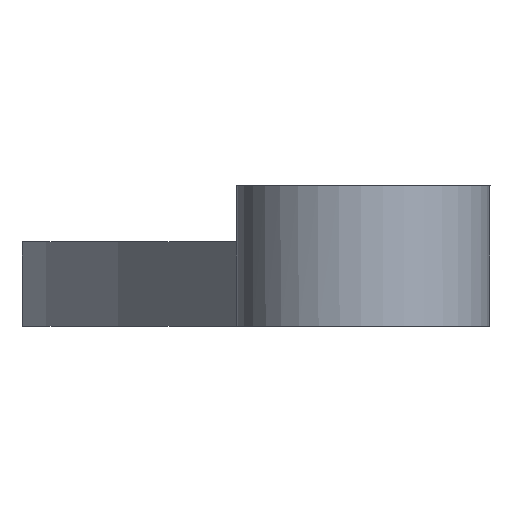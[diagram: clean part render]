
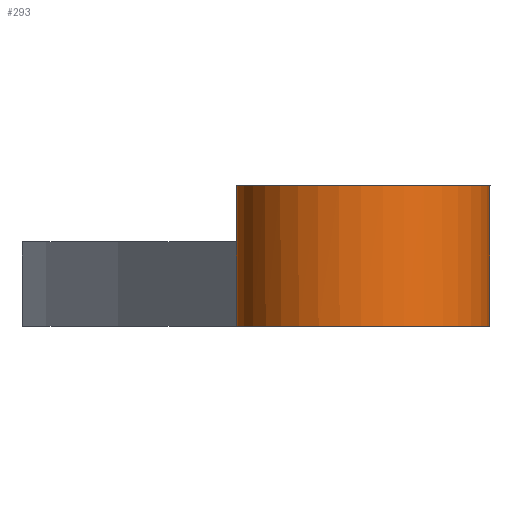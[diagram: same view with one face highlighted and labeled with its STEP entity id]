
A CAD part, left-side view. The second image highlights one B-rep face of the part: STEP entity #293.
In plain terms, the highlighted cylindrical face has radius 4.5 mm (diameter 9 mm), a full revolution.
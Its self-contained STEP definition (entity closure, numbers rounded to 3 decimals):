
#44 = PLANE('',#45);
#45 = AXIS2_PLACEMENT_3D('',#46,#47,#48);
#46 = CARTESIAN_POINT('',(56.,5.715,3.));
#47 = DIRECTION('',(0.,0.,1.));
#48 = DIRECTION('',(1.,0.,0.));
#98 = PLANE('',#99);
#99 = AXIS2_PLACEMENT_3D('',#100,#101,#102);
#100 = CARTESIAN_POINT('',(56.,5.715,0.));
#101 = DIRECTION('',(0.,0.,1.));
#102 = DIRECTION('',(1.,0.,0.));
#180 = CYLINDRICAL_SURFACE('',#181,15.);
#181 = AXIS2_PLACEMENT_3D('',#182,#183,#184);
#182 = CARTESIAN_POINT('',(14.466,-13.076,0.));
#183 = DIRECTION('',(0.,0.,1.));
#184 = DIRECTION('',(-0.501,0.866,0.));
#220 = VERTEX_POINT('',#221);
#221 = CARTESIAN_POINT('',(3.338,-3.018,3.));
#244 = VERTEX_POINT('',#245);
#245 = CARTESIAN_POINT('',(3.338,-3.018,0.));
#270 = EDGE_CURVE('',#220,#244,#271,.T.);
#271 = SURFACE_CURVE('',#272,(#276,#282),.PCURVE_S1.);
#272 = LINE('',#273,#274);
#273 = CARTESIAN_POINT('',(3.338,-3.018,0.));
#274 = VECTOR('',#275,1.);
#275 = DIRECTION('',(0.,0.,-1.));
#276 = PCURVE('',#180,#277);
#277 = DEFINITIONAL_REPRESENTATION('',(#278),#281);
#278 = B_SPLINE_CURVE_WITH_KNOTS('',1,(#279,#280),.UNSPECIFIED.,.F.,.F.,
  (2,2),(-3.,0.),.PIECEWISE_BEZIER_KNOTS.);
#279 = CARTESIAN_POINT('',(6.595,3.));
#280 = CARTESIAN_POINT('',(6.595,0.));
#281 = ( GEOMETRIC_REPRESENTATION_CONTEXT(2) 
PARAMETRIC_REPRESENTATION_CONTEXT() REPRESENTATION_CONTEXT('2D SPACE',''
  ) );
#282 = PCURVE('',#283,#288);
#283 = CYLINDRICAL_SURFACE('',#284,4.5);
#284 = AXIS2_PLACEMENT_3D('',#285,#286,#287);
#285 = CARTESIAN_POINT('',(0.,0.,0.));
#286 = DIRECTION('',(0.,0.,1.));
#287 = DIRECTION('',(0.,-1.,0.));
#288 = DEFINITIONAL_REPRESENTATION('',(#289),#292);
#289 = B_SPLINE_CURVE_WITH_KNOTS('',1,(#290,#291),.UNSPECIFIED.,.F.,.F.,
  (2,2),(-3.,0.),.PIECEWISE_BEZIER_KNOTS.);
#290 = CARTESIAN_POINT('',(7.119,3.));
#291 = CARTESIAN_POINT('',(7.119,0.));
#292 = ( GEOMETRIC_REPRESENTATION_CONTEXT(2) 
PARAMETRIC_REPRESENTATION_CONTEXT() REPRESENTATION_CONTEXT('2D SPACE',''
  ) );
#293 = ADVANCED_FACE('',(#294),#283,.T.);
#294 = FACE_BOUND('',#295,.T.);
#295 = EDGE_LOOP('',(#296,#297,#319,#347,#368,#369,#392,#418));
#296 = ORIENTED_EDGE('',*,*,#270,.F.);
#297 = ORIENTED_EDGE('',*,*,#298,.T.);
#298 = EDGE_CURVE('',#220,#299,#301,.T.);
#299 = VERTEX_POINT('',#300);
#300 = CARTESIAN_POINT('',(3.338,-3.018,5.));
#301 = SEAM_CURVE('',#302,(#305,#312),.PCURVE_S1.);
#302 = B_SPLINE_CURVE_WITH_KNOTS('',1,(#303,#304),.UNSPECIFIED.,.F.,.F.,
  (2,2),(3.,5.),.PIECEWISE_BEZIER_KNOTS.);
#303 = CARTESIAN_POINT('',(3.338,-3.018,3.));
#304 = CARTESIAN_POINT('',(3.338,-3.018,5.));
#305 = PCURVE('',#283,#306);
#306 = DEFINITIONAL_REPRESENTATION('',(#307),#311);
#307 = LINE('',#308,#309);
#308 = CARTESIAN_POINT('',(7.119,0.));
#309 = VECTOR('',#310,1.);
#310 = DIRECTION('',(0.,1.));
#311 = ( GEOMETRIC_REPRESENTATION_CONTEXT(2) 
PARAMETRIC_REPRESENTATION_CONTEXT() REPRESENTATION_CONTEXT('2D SPACE',''
  ) );
#312 = PCURVE('',#283,#313);
#313 = DEFINITIONAL_REPRESENTATION('',(#314),#318);
#314 = LINE('',#315,#316);
#315 = CARTESIAN_POINT('',(0.836,0.));
#316 = VECTOR('',#317,1.);
#317 = DIRECTION('',(0.,1.));
#318 = ( GEOMETRIC_REPRESENTATION_CONTEXT(2) 
PARAMETRIC_REPRESENTATION_CONTEXT() REPRESENTATION_CONTEXT('2D SPACE',''
  ) );
#319 = ORIENTED_EDGE('',*,*,#320,.F.);
#320 = EDGE_CURVE('',#321,#299,#323,.T.);
#321 = VERTEX_POINT('',#322);
#322 = CARTESIAN_POINT('',(4.5,0.,5.));
#323 = SURFACE_CURVE('',#324,(#329,#335),.PCURVE_S1.);
#324 = CIRCLE('',#325,4.5);
#325 = AXIS2_PLACEMENT_3D('',#326,#327,#328);
#326 = CARTESIAN_POINT('',(0.,0.,5.));
#327 = DIRECTION('',(0.,0.,1.));
#328 = DIRECTION('',(-1.,0.,0.));
#329 = PCURVE('',#283,#330);
#330 = DEFINITIONAL_REPRESENTATION('',(#331),#334);
#331 = B_SPLINE_CURVE_WITH_KNOTS('',1,(#332,#333),.UNSPECIFIED.,.F.,.F.,
  (2,2),(3.142,8.69),.PIECEWISE_BEZIER_KNOTS.);
#332 = CARTESIAN_POINT('',(1.571,5.));
#333 = CARTESIAN_POINT('',(7.119,5.));
#334 = ( GEOMETRIC_REPRESENTATION_CONTEXT(2) 
PARAMETRIC_REPRESENTATION_CONTEXT() REPRESENTATION_CONTEXT('2D SPACE',''
  ) );
#335 = PCURVE('',#336,#341);
#336 = PLANE('',#337);
#337 = AXIS2_PLACEMENT_3D('',#338,#339,#340);
#338 = CARTESIAN_POINT('',(0.,0.,5.));
#339 = DIRECTION('',(0.,0.,1.));
#340 = DIRECTION('',(1.,0.,0.));
#341 = DEFINITIONAL_REPRESENTATION('',(#342),#346);
#342 = CIRCLE('',#343,4.5);
#343 = AXIS2_PLACEMENT_2D('',#344,#345);
#344 = CARTESIAN_POINT('',(0.,0.));
#345 = DIRECTION('',(-1.,0.));
#346 = ( GEOMETRIC_REPRESENTATION_CONTEXT(2) 
PARAMETRIC_REPRESENTATION_CONTEXT() REPRESENTATION_CONTEXT('2D SPACE',''
  ) );
#347 = ORIENTED_EDGE('',*,*,#348,.F.);
#348 = EDGE_CURVE('',#299,#321,#349,.T.);
#349 = SURFACE_CURVE('',#350,(#355,#361),.PCURVE_S1.);
#350 = CIRCLE('',#351,4.5);
#351 = AXIS2_PLACEMENT_3D('',#352,#353,#354);
#352 = CARTESIAN_POINT('',(0.,0.,5.));
#353 = DIRECTION('',(0.,0.,1.));
#354 = DIRECTION('',(-1.,0.,0.));
#355 = PCURVE('',#283,#356);
#356 = DEFINITIONAL_REPRESENTATION('',(#357),#360);
#357 = B_SPLINE_CURVE_WITH_KNOTS('',1,(#358,#359),.UNSPECIFIED.,.F.,.F.,
  (2,2),(2.407,3.142),.PIECEWISE_BEZIER_KNOTS.);
#358 = CARTESIAN_POINT('',(0.836,5.));
#359 = CARTESIAN_POINT('',(1.571,5.));
#360 = ( GEOMETRIC_REPRESENTATION_CONTEXT(2) 
PARAMETRIC_REPRESENTATION_CONTEXT() REPRESENTATION_CONTEXT('2D SPACE',''
  ) );
#361 = PCURVE('',#336,#362);
#362 = DEFINITIONAL_REPRESENTATION('',(#363),#367);
#363 = CIRCLE('',#364,4.5);
#364 = AXIS2_PLACEMENT_2D('',#365,#366);
#365 = CARTESIAN_POINT('',(0.,0.));
#366 = DIRECTION('',(-1.,0.));
#367 = ( GEOMETRIC_REPRESENTATION_CONTEXT(2) 
PARAMETRIC_REPRESENTATION_CONTEXT() REPRESENTATION_CONTEXT('2D SPACE',''
  ) );
#368 = ORIENTED_EDGE('',*,*,#298,.F.);
#369 = ORIENTED_EDGE('',*,*,#370,.T.);
#370 = EDGE_CURVE('',#220,#371,#373,.T.);
#371 = VERTEX_POINT('',#372);
#372 = CARTESIAN_POINT('',(0.,4.5,3.));
#373 = SURFACE_CURVE('',#374,(#379,#385),.PCURVE_S1.);
#374 = CIRCLE('',#375,4.5);
#375 = AXIS2_PLACEMENT_3D('',#376,#377,#378);
#376 = CARTESIAN_POINT('',(0.,0.,3.));
#377 = DIRECTION('',(0.,0.,1.));
#378 = DIRECTION('',(0.,-1.,0.));
#379 = PCURVE('',#283,#380);
#380 = DEFINITIONAL_REPRESENTATION('',(#381),#384);
#381 = B_SPLINE_CURVE_WITH_KNOTS('',1,(#382,#383),.UNSPECIFIED.,.F.,.F.,
  (2,2),(0.836,3.142),.PIECEWISE_BEZIER_KNOTS.);
#382 = CARTESIAN_POINT('',(0.836,3.));
#383 = CARTESIAN_POINT('',(3.142,3.));
#384 = ( GEOMETRIC_REPRESENTATION_CONTEXT(2) 
PARAMETRIC_REPRESENTATION_CONTEXT() REPRESENTATION_CONTEXT('2D SPACE',''
  ) );
#385 = PCURVE('',#44,#386);
#386 = DEFINITIONAL_REPRESENTATION('',(#387),#391);
#387 = CIRCLE('',#388,4.5);
#388 = AXIS2_PLACEMENT_2D('',#389,#390);
#389 = CARTESIAN_POINT('',(-56.,-5.715));
#390 = DIRECTION('',(0.,-1.));
#391 = ( GEOMETRIC_REPRESENTATION_CONTEXT(2) 
PARAMETRIC_REPRESENTATION_CONTEXT() REPRESENTATION_CONTEXT('2D SPACE',''
  ) );
#392 = ORIENTED_EDGE('',*,*,#393,.F.);
#393 = EDGE_CURVE('',#394,#371,#396,.T.);
#394 = VERTEX_POINT('',#395);
#395 = CARTESIAN_POINT('',(0.,4.5,0.));
#396 = SURFACE_CURVE('',#397,(#401,#407),.PCURVE_S1.);
#397 = LINE('',#398,#399);
#398 = CARTESIAN_POINT('',(0.,4.5,0.));
#399 = VECTOR('',#400,1.);
#400 = DIRECTION('',(0.,0.,1.));
#401 = PCURVE('',#283,#402);
#402 = DEFINITIONAL_REPRESENTATION('',(#403),#406);
#403 = B_SPLINE_CURVE_WITH_KNOTS('',1,(#404,#405),.UNSPECIFIED.,.F.,.F.,
  (2,2),(0.,3.),.PIECEWISE_BEZIER_KNOTS.);
#404 = CARTESIAN_POINT('',(3.142,0.));
#405 = CARTESIAN_POINT('',(3.142,3.));
#406 = ( GEOMETRIC_REPRESENTATION_CONTEXT(2) 
PARAMETRIC_REPRESENTATION_CONTEXT() REPRESENTATION_CONTEXT('2D SPACE',''
  ) );
#407 = PCURVE('',#408,#413);
#408 = CYLINDRICAL_SURFACE('',#409,209.749);
#409 = AXIS2_PLACEMENT_3D('',#410,#411,#412);
#410 = CARTESIAN_POINT('',(56.,-197.635,0.));
#411 = DIRECTION('',(0.,0.,1.));
#412 = DIRECTION('',(-0.267,-0.964,0.));
#413 = DEFINITIONAL_REPRESENTATION('',(#414),#417);
#414 = B_SPLINE_CURVE_WITH_KNOTS('',1,(#415,#416),.UNSPECIFIED.,.F.,.F.,
  (2,2),(0.,3.),.PIECEWISE_BEZIER_KNOTS.);
#415 = CARTESIAN_POINT('',(3.682,0.));
#416 = CARTESIAN_POINT('',(3.682,3.));
#417 = ( GEOMETRIC_REPRESENTATION_CONTEXT(2) 
PARAMETRIC_REPRESENTATION_CONTEXT() REPRESENTATION_CONTEXT('2D SPACE',''
  ) );
#418 = ORIENTED_EDGE('',*,*,#419,.F.);
#419 = EDGE_CURVE('',#244,#394,#420,.T.);
#420 = SURFACE_CURVE('',#421,(#426,#432),.PCURVE_S1.);
#421 = CIRCLE('',#422,4.5);
#422 = AXIS2_PLACEMENT_3D('',#423,#424,#425);
#423 = CARTESIAN_POINT('',(0.,0.,0.));
#424 = DIRECTION('',(0.,0.,-1.));
#425 = DIRECTION('',(0.,-1.,0.));
#426 = PCURVE('',#283,#427);
#427 = DEFINITIONAL_REPRESENTATION('',(#428),#431);
#428 = B_SPLINE_CURVE_WITH_KNOTS('',1,(#429,#430),.UNSPECIFIED.,.F.,.F.,
  (2,2),(5.447,9.425),.PIECEWISE_BEZIER_KNOTS.);
#429 = CARTESIAN_POINT('',(7.119,0.));
#430 = CARTESIAN_POINT('',(3.142,0.));
#431 = ( GEOMETRIC_REPRESENTATION_CONTEXT(2) 
PARAMETRIC_REPRESENTATION_CONTEXT() REPRESENTATION_CONTEXT('2D SPACE',''
  ) );
#432 = PCURVE('',#98,#433);
#433 = DEFINITIONAL_REPRESENTATION('',(#434),#442);
#434 = ( BOUNDED_CURVE() B_SPLINE_CURVE(2,(#435,#436,#437,#438,#439,#440
,#441),.UNSPECIFIED.,.T.,.F.) B_SPLINE_CURVE_WITH_KNOTS((1,2,2,2,2,1),(
    -2.094,0.,2.094,4.189,6.283,
8.378),.UNSPECIFIED.) CURVE() GEOMETRIC_REPRESENTATION_ITEM() 
RATIONAL_B_SPLINE_CURVE((1.,0.5,1.,0.5,1.,0.5,1.)) REPRESENTATION_ITEM(
  '') );
#435 = CARTESIAN_POINT('',(-56.,-10.215));
#436 = CARTESIAN_POINT('',(-63.794,-10.215));
#437 = CARTESIAN_POINT('',(-59.897,-3.465));
#438 = CARTESIAN_POINT('',(-56.,3.285));
#439 = CARTESIAN_POINT('',(-52.103,-3.465));
#440 = CARTESIAN_POINT('',(-48.206,-10.215));
#441 = CARTESIAN_POINT('',(-56.,-10.215));
#442 = ( GEOMETRIC_REPRESENTATION_CONTEXT(2) 
PARAMETRIC_REPRESENTATION_CONTEXT() REPRESENTATION_CONTEXT('2D SPACE',''
  ) );
